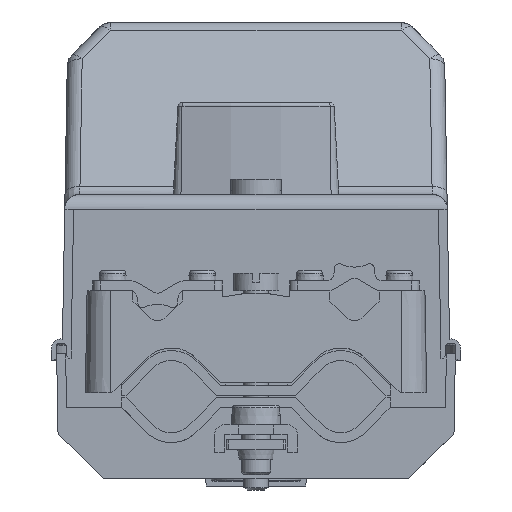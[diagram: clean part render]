
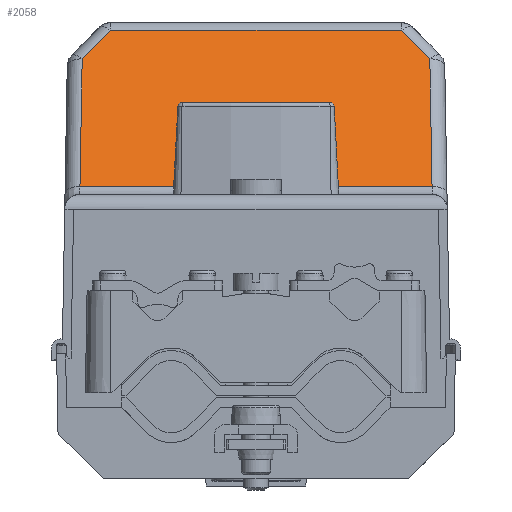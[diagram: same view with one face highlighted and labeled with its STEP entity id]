
A CAD part, front view. The second image highlights one B-rep face of the part: STEP entity #2058.
In plain terms, the highlighted planar face has unit normal (0, -0.883, 0.469).
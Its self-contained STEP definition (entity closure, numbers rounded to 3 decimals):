
#2058 = ADVANCED_FACE( '', ( #4541 ), #4542, .F. );
#4541 = FACE_OUTER_BOUND( '', #11126, .T. );
#4542 = PLANE( '', #11127 );
#11126 = EDGE_LOOP( '', ( #18538, #18539, #18540, #18541, #18542, #18543 ) );
#11127 = AXIS2_PLACEMENT_3D( '', #18544, #18545, #18546 );
#18538 = ORIENTED_EDGE( '', *, *, #24447, .T. );
#18539 = ORIENTED_EDGE( '', *, *, #24118, .T. );
#18540 = ORIENTED_EDGE( '', *, *, #24356, .T. );
#18541 = ORIENTED_EDGE( '', *, *, #24448, .T. );
#18542 = ORIENTED_EDGE( '', *, *, #24449, .T. );
#18543 = ORIENTED_EDGE( '', *, *, #23997, .T. );
#18544 = CARTESIAN_POINT( '', ( 295.275, -71.8, 57. ) );
#18545 = DIRECTION( '', ( 0., 0.883, -0.469 ) );
#18546 = DIRECTION( '', ( -1., 0., 0. ) );
#23997 = EDGE_CURVE( '', #25862, #27042, #28532, .T. );
#24118 = EDGE_CURVE( '', #28692, #27325, #28694, .T. );
#24356 = EDGE_CURVE( '', #27325, #27807, #29020, .T. );
#24447 = EDGE_CURVE( '', #27042, #28692, #29132, .T. );
#24448 = EDGE_CURVE( '', #27807, #27543, #29133, .T. );
#24449 = EDGE_CURVE( '', #27543, #25862, #29134, .T. );
#25862 = VERTEX_POINT( '', #31465 );
#27042 = VERTEX_POINT( '', #33699 );
#27325 = VERTEX_POINT( '', #34710 );
#27543 = VERTEX_POINT( '', #35206 );
#27807 = VERTEX_POINT( '', #35749 );
#28532 = LINE( '', #37030, #37031 );
#28692 = VERTEX_POINT( '', #37356 );
#28694 = LINE( '', #37358, #37359 );
#29020 = LINE( '', #37996, #37997 );
#29132 = LINE( '', #38162, #38163 );
#29133 = LINE( '', #38164, #38165 );
#29134 = LINE( '', #38166, #38167 );
#31465 = CARTESIAN_POINT( '', ( 35.32, -70.954, 58.592 ) );
#33699 = CARTESIAN_POINT( '', ( 34.873, -57.333, 84.208 ) );
#34710 = CARTESIAN_POINT( '', ( -29.173, -54.302, 89.908 ) );
#35206 = CARTESIAN_POINT( '', ( -35.32, -70.954, 58.592 ) );
#35749 = CARTESIAN_POINT( '', ( -34.873, -57.333, 84.208 ) );
#37030 = CARTESIAN_POINT( '', ( 35.41, -73.68, 53.464 ) );
#37031 = VECTOR( '', #41585, 1000. );
#37356 = CARTESIAN_POINT( '', ( 29.173, -54.302, 89.908 ) );
#37358 = CARTESIAN_POINT( '', ( 295.275, -54.302, 89.908 ) );
#37359 = VECTOR( '', #41694, 1000. );
#37996 = CARTESIAN_POINT( '', ( 94.467, 11.438, 213.549 ) );
#37997 = VECTOR( '', #41917, 1000. );
#38162 = CARTESIAN_POINT( '', ( 164.238, -126.117, -45.156 ) );
#38163 = VECTOR( '', #42006, 1000. );
#38164 = CARTESIAN_POINT( '', ( -35.27, -69.408, 61.498 ) );
#38165 = VECTOR( '', #42007, 1000. );
#38166 = CARTESIAN_POINT( '', ( 38.324, -70.954, 58.592 ) );
#38167 = VECTOR( '', #42008, 1000. );
#41585 = DIRECTION( '', ( -0.015, 0.469, 0.883 ) );
#41694 = DIRECTION( '', ( -1., 0., 0. ) );
#41917 = DIRECTION( '', ( -0.662, -0.352, -0.662 ) );
#42006 = DIRECTION( '', ( -0.662, 0.352, 0.662 ) );
#42007 = DIRECTION( '', ( -0.015, -0.469, -0.883 ) );
#42008 = DIRECTION( '', ( 1., 0., 0. ) );
